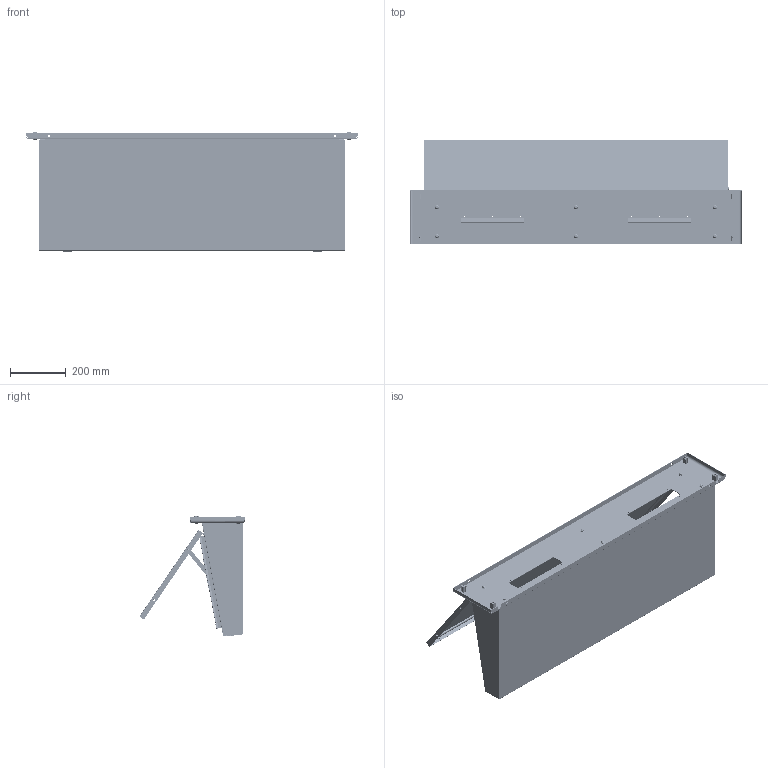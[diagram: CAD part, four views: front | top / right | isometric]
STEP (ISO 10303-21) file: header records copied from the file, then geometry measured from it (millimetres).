
FILE_DESCRIPTION (( 'STEP AP203' ), '1' );
FILE_NAME ('R5LE1200.step', '2011-04-05T13:42:30', ( 'User' ), ( 'DKC' ), 'SwSTEP 2.0', 'SolidWorks 2011', '' );
FILE_SCHEMA (( 'CONFIG_CONTROL_DESIGN' ));
Products named in the file (36): CERNIERA AC00C399_Default; CERNIERA AC00C398; blocchetto fissaggio cerniera AC00C354_AC00C354; Rounded head screw with cross slot M6 x 12_ISO 7045 - M6 x 12 - Z --- 12S; MOLLA AC00C344_AC00C344; Handle for desk; AC00C348; Hex Flange Bolt M6x10_ISO 4162 - M6 x 12 x 12-S; Piastrina AC00C347; Inserto a doppio pettine AC00C443_AC00C343; BASETTA ESTERNA PER BOX AC00C503_AC00C503; AC00C172 new_Default; Mensola leggio per quadro, porta superiore_1200; Mensola leggio per quadro, fianco sinistro_QB09C277; Mensola leggio per quadro, fianco destro_QB09C276; Mensola leggio per quadro, traversa frontale_1200; Mensola leggio per quadro, traversa superiore_1200; Mensola leggio per quadro, pannello posteriore_1200; Screw M5 x 12 PFH_Screw M5 x 12 PFH; Flange Nut M5_Flange Nut M5; Vite M5x10 AC00C274_Vite M5x10 AC00C274; AC00C279_AC00C279; bar AC00C278_Default; Asta sostegno portina mensola AC00C452; Guarnizione perno per cerniere AC00C409; perno AC00C401_AC00C401; Tapping screw 4.2x16_Tapping screw 4.2x16; end-cap_AC00C061; land; sealant for desking door_500x1200; R5LE1200; AC00C318_AC00C318; Nut M5_Nut M5; Lock washer DIN 6799 - 7_Lock washer DIN 6799 - 7; Lock washer DIN 6799 - 4_Lock washer DIN 6799 - 4; Flange nut M6_ISO 7044-M6-S
Assembly tree (71 placements, depth 3):
  R5LE1200
    CERNIERA AC00C399_Default  x2
    Guarnizione perno per cerniere AC00C409  x2
    Rounded head screw with cross slot M6 x 12_ISO 7045 - M6 x 12 - Z --- 12S  x10
    AC00C172 new_Default  x4
    Vite M5x10 AC00C274_Vite M5x10 AC00C274  x2
    blocchetto fissaggio cerniera AC00C354_AC00C354  x2
    Screw M5 x 12 PFH_Screw M5 x 12 PFH
    Mensola leggio per quadro, fianco destro_QB09C276
    Mensola leggio per quadro, traversa superiore_1200
    Mensola leggio per quadro, pannello posteriore_1200
    Flange nut M6_ISO 7044-M6-S  x6
    perno AC00C401_AC00C401  x2
    AC00C318_AC00C318  x2
    land  x5
    Flange Nut M5_Flange Nut M5  x2
    Tapping screw 4.2x16_Tapping screw 4.2x16  x4
    AC00C279_AC00C279
    Asta sostegno portina mensola AC00C452
    end-cap_AC00C061  x3
    Nut M5_Nut M5
    bar AC00C278_Default
    Handle for desk  x2
      BASETTA ESTERNA PER BOX AC00C503_AC00C503
      Inserto a doppio pettine AC00C443_AC00C343
      Hex Flange Bolt M6x10_ISO 4162 - M6 x 12 x 12-S
      AC00C348
      Piastrina AC00C347
    Mensola leggio per quadro, porta superiore_1200
    Lock washer DIN 6799 - 7_Lock washer DIN 6799 - 7
    sealant for desking door_500x1200
    Mensola leggio per quadro, fianco sinistro_QB09C277
    Mensola leggio per quadro, traversa frontale_1200
    MOLLA AC00C344_AC00C344  x2
    CERNIERA AC00C398  x2
    Lock washer DIN 6799 - 4_Lock washer DIN 6799 - 4
Bounding box: 1194 x 377.62 x 434 mm (x, y, z)
Volume: 2890424.9 mm3; surface area: 3310013.2 mm2
Topology: 97 solids, 97 shells, 6555 faces, 17115 edges, 10822 vertices
Faces by surface type: bspline 1689, cylinder 1660, plane 1628, cone 1362, torus 158, sphere 58
Entity records: 151102 total; most frequent: CARTESIAN_POINT 90360, ORIENTED_EDGE 12362, DIRECTION 10851, EDGE_CURVE 6181, AXIS2_PLACEMENT_3D 3983, VERTEX_POINT 3892, VECTOR 2885, LINE 2885
